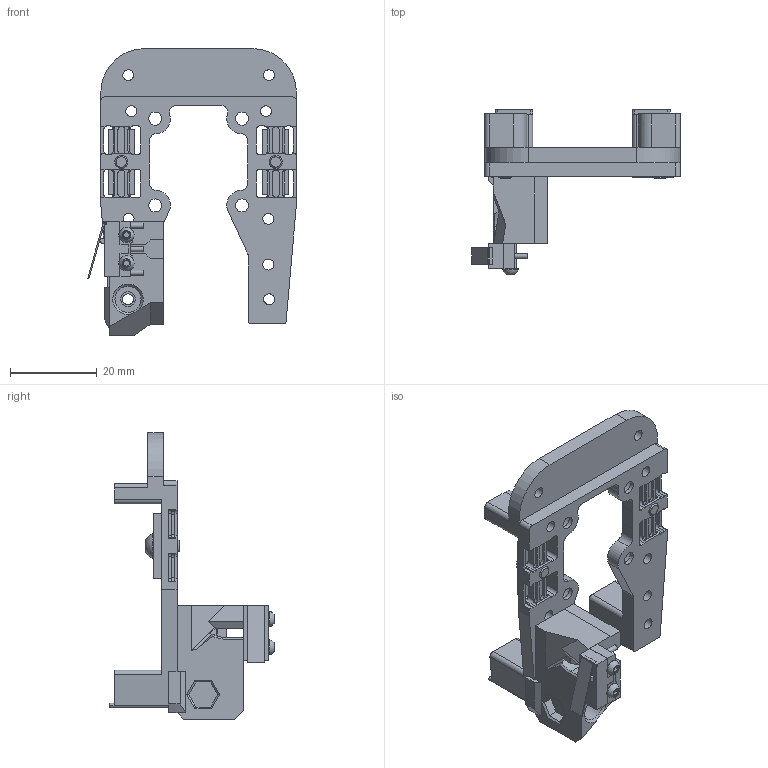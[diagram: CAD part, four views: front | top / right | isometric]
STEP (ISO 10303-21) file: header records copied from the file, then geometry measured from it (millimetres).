
FILE_DESCRIPTION(/* description */ (''),/* implementation_level */ '2;1');
FILE_NAME(/* name */ 'Lightweight X Carriage.step',/* time_stamp */ '2024-07-12T22:39:03-05:00',/* author */ (''),/* organization */ (''),/* preprocessor_version */ 'ST-DEVELOPER v20',/* originating_system */ 'Autodesk Translation Framework v13.14.0.145',/* authorisation */ '');
FILE_SCHEMA (('AUTOMOTIVE_DESIGN { 1 0 10303 214 3 1 1 }'));
Length unit declared in the file: millimetre
Products named in the file (8): Lightweight X Carriage; Belt Clamp; Belt Clamp (1); M3x6 BHCS; X-Endstop v1; KW10 Microswitch v1; M2x10 Self-tapping Screw (14) v1; M2x10 Self-tapping Screw (14) v1 (1)
Assembly tree (8 placements, depth 3):
  Lightweight X Carriage
    Belt Clamp
      M3x6 BHCS
    Belt Clamp (1)
      M3x6 BHCS
    X-Endstop v1
    KW10 Microswitch v1
      M2x10 Self-tapping Screw (14) v1
      M2x10 Self-tapping Screw (14) v1 (1)
Bounding box: 48.03 x 37.9 x 66 mm (x, y, z)
Volume: 12700.3 mm3; surface area: 10921.2 mm2
Topology: 10 solids, 10 shells, 536 faces, 1453 edges, 945 vertices
Faces by surface type: plane 325, cylinder 170, cone 31, bspline 6, sphere 4
Full cylindrical faces by diameter (mm): 0.4 x3, 1.2 x3, 1.9 x2, 2 x3, 2.529 x14, 3 x8, 3.4 x1, 3.5 x2, 5.7 x2, 6 x5
Entity records: 17612 total; most frequent: CARTESIAN_POINT 3741, DIRECTION 2869, ORIENTED_EDGE 2840, EDGE_CURVE 1420, AXIS2_PLACEMENT_3D 962, LINE 945, VECTOR 945, VERTEX_POINT 927
